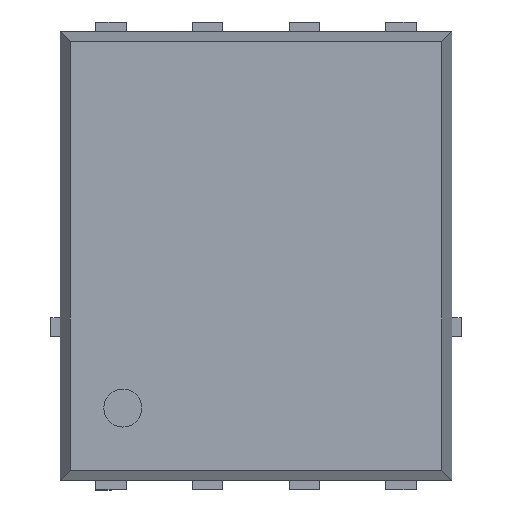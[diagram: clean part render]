
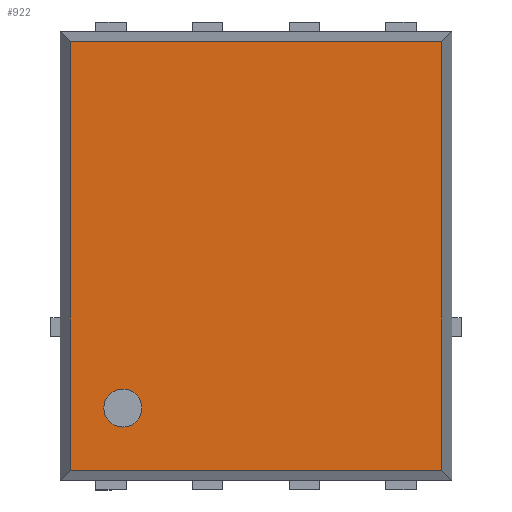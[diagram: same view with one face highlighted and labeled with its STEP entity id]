
A CAD part, top view. The second image highlights one B-rep face of the part: STEP entity #922.
In plain terms, the highlighted planar face has unit normal (0, 0, 1).
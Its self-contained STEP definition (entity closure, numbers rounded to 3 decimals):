
#71 = ORIENTED_EDGE ( 'NONE', *, *, #1592, .T. ) ;
#113 = EDGE_CURVE ( 'NONE', #707, #898, #1689, .T. ) ;
#139 = VERTEX_POINT ( 'NONE', #1355 ) ;
#161 = VERTEX_POINT ( 'NONE', #1178 ) ;
#287 = EDGE_CURVE ( 'NONE', #139, #2166, #2149, .T. ) ;
#558 = DIRECTION ( 'NONE',  ( -1., 0., 0. ) ) ;
#561 = ORIENTED_EDGE ( 'NONE', *, *, #1744, .F. ) ;
#596 = CARTESIAN_POINT ( 'NONE',  ( -2.575, -2.818, 1. ) ) ;
#663 = DIRECTION ( 'NONE',  ( 0., -1., 0. ) ) ;
#696 = VECTOR ( 'NONE', #2654, 1000. ) ;
#707 = VERTEX_POINT ( 'NONE', #2432 ) ;
#718 = DIRECTION ( 'NONE',  ( 0., 0., 1. ) ) ;
#757 = LINE ( 'NONE', #596, #696 ) ;
#765 = LINE ( 'NONE', #2446, #3003 ) ;
#898 = VERTEX_POINT ( 'NONE', #2223 ) ;
#922 = ADVANCED_FACE ( 'NONE', ( #2503, #1311 ), #2356, .T. ) ;
#945 = ORIENTED_EDGE ( 'NONE', *, *, #113, .F. ) ;
#950 = CARTESIAN_POINT ( 'NONE',  ( -1.75, -2., 1. ) ) ;
#970 = VECTOR ( 'NONE', #663, 1000. ) ;
#992 = VECTOR ( 'NONE', #1518, 1000. ) ;
#1178 = CARTESIAN_POINT ( 'NONE',  ( -2.443, 2.818, 1. ) ) ;
#1273 = VERTEX_POINT ( 'NONE', #1560 ) ;
#1311 = FACE_OUTER_BOUND ( 'NONE', #2341, .T. ) ;
#1355 = CARTESIAN_POINT ( 'NONE',  ( 2.443, -2.818, 1. ) ) ;
#1415 = EDGE_CURVE ( 'NONE', #2166, #161, #765, .T. ) ;
#1438 = DIRECTION ( 'NONE',  ( 0., 0., 1. ) ) ;
#1476 = AXIS2_PLACEMENT_3D ( 'NONE', #2817, #1438, #2585 ) ;
#1518 = DIRECTION ( 'NONE',  ( 0., 1., 0. ) ) ;
#1548 = DIRECTION ( 'NONE',  ( 1., 0., 0. ) ) ;
#1560 = CARTESIAN_POINT ( 'NONE',  ( -2.443, -2.818, 1. ) ) ;
#1592 = EDGE_CURVE ( 'NONE', #161, #1273, #2366, .T. ) ;
#1624 = ORIENTED_EDGE ( 'NONE', *, *, #2385, .T. ) ;
#1660 = ORIENTED_EDGE ( 'NONE', *, *, #287, .T. ) ;
#1689 = CIRCLE ( 'NONE', #2597, 0.25 ) ;
#1692 = AXIS2_PLACEMENT_3D ( 'NONE', #2436, #2700, #1548 ) ;
#1744 = EDGE_CURVE ( 'NONE', #898, #707, #2517, .T. ) ;
#1879 = DIRECTION ( 'NONE',  ( 1., 0., 0. ) ) ;
#1956 = CARTESIAN_POINT ( 'NONE',  ( 2.443, 2.95, 1. ) ) ;
#2018 = EDGE_LOOP ( 'NONE', ( #945, #561 ) ) ;
#2149 = LINE ( 'NONE', #1956, #992 ) ;
#2166 = VERTEX_POINT ( 'NONE', #2769 ) ;
#2223 = CARTESIAN_POINT ( 'NONE',  ( -2., -2., 1. ) ) ;
#2341 = EDGE_LOOP ( 'NONE', ( #71, #1624, #1660, #2849 ) ) ;
#2356 = PLANE ( 'NONE',  #1476 ) ;
#2366 = LINE ( 'NONE', #2984, #970 ) ;
#2385 = EDGE_CURVE ( 'NONE', #1273, #139, #757, .T. ) ;
#2432 = CARTESIAN_POINT ( 'NONE',  ( -1.5, -2., 1. ) ) ;
#2436 = CARTESIAN_POINT ( 'NONE',  ( -1.75, -2., 1. ) ) ;
#2446 = CARTESIAN_POINT ( 'NONE',  ( -2.575, 2.818, 1. ) ) ;
#2503 = FACE_BOUND ( 'NONE', #2018, .T. ) ;
#2517 = CIRCLE ( 'NONE', #1692, 0.25 ) ;
#2585 = DIRECTION ( 'NONE',  ( 1., 0., 0. ) ) ;
#2597 = AXIS2_PLACEMENT_3D ( 'NONE', #950, #718, #1879 ) ;
#2654 = DIRECTION ( 'NONE',  ( 1., 0., 0. ) ) ;
#2700 = DIRECTION ( 'NONE',  ( 0., 0., 1. ) ) ;
#2769 = CARTESIAN_POINT ( 'NONE',  ( 2.443, 2.818, 1. ) ) ;
#2817 = CARTESIAN_POINT ( 'NONE',  ( 0., 0., 1. ) ) ;
#2849 = ORIENTED_EDGE ( 'NONE', *, *, #1415, .T. ) ;
#2984 = CARTESIAN_POINT ( 'NONE',  ( -2.443, 2.95, 1. ) ) ;
#3003 = VECTOR ( 'NONE', #558, 1000. ) ;
